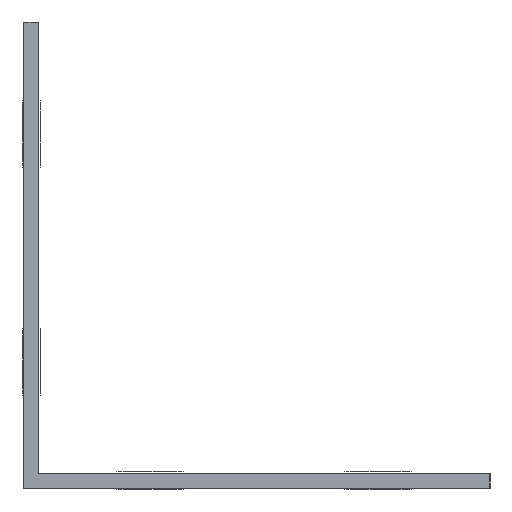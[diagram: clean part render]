
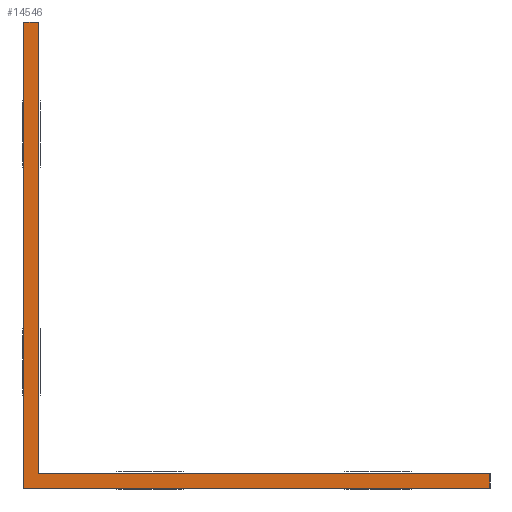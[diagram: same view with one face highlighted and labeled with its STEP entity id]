
A CAD part, left-side view. The second image highlights one B-rep face of the part: STEP entity #14546.
In plain terms, the highlighted planar face has unit normal (-1, 0, 0).
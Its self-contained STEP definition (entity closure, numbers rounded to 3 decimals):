
#3020=FACE_OUTER_BOUND('',#3628,.T.);
#3628=EDGE_LOOP('',(#11516,#11517,#11518,#11519,#11520,#11521));
#4233=LINE('',#21802,#5451);
#4241=LINE('',#21818,#5459);
#4245=LINE('',#21825,#5463);
#4246=LINE('',#21828,#5464);
#4247=LINE('',#21829,#5465);
#4248=LINE('',#21830,#5466);
#5451=VECTOR('',#16965,1.);
#5459=VECTOR('',#16977,1.);
#5463=VECTOR('',#16983,1.);
#5464=VECTOR('',#16986,1.);
#5465=VECTOR('',#16987,1.);
#5466=VECTOR('',#16988,1.);
#6668=VERTEX_POINT('',#21798);
#6670=VERTEX_POINT('',#21801);
#6676=VERTEX_POINT('',#21817);
#6677=VERTEX_POINT('',#21821);
#6678=VERTEX_POINT('',#21823);
#6679=VERTEX_POINT('',#21827);
#9081=EDGE_CURVE('',#6670,#6668,#4233,.T.);
#9089=EDGE_CURVE('',#6670,#6676,#4241,.T.);
#9093=EDGE_CURVE('',#6677,#6678,#4245,.T.);
#9094=EDGE_CURVE('',#6679,#6668,#4246,.T.);
#9095=EDGE_CURVE('',#6679,#6677,#4247,.T.);
#9096=EDGE_CURVE('',#6678,#6676,#4248,.T.);
#11516=ORIENTED_EDGE('',*,*,#9081,.T.);
#11517=ORIENTED_EDGE('',*,*,#9094,.F.);
#11518=ORIENTED_EDGE('',*,*,#9095,.T.);
#11519=ORIENTED_EDGE('',*,*,#9093,.T.);
#11520=ORIENTED_EDGE('',*,*,#9096,.T.);
#11521=ORIENTED_EDGE('',*,*,#9089,.F.);
#13938=PLANE('',#15156);
#14546=ADVANCED_FACE('',(#3020),#13938,.F.);
#15156=AXIS2_PLACEMENT_3D('',#21826,#16984,#16985);
#16965=DIRECTION('',(0.,0.,1.));
#16977=DIRECTION('',(0.,1.,0.));
#16983=DIRECTION('',(0.,1.,0.));
#16984=DIRECTION('center_axis',(1.,0.,0.));
#16985=DIRECTION('ref_axis',(0.,0.,-1.));
#16986=DIRECTION('',(0.,-1.,0.));
#16987=DIRECTION('',(0.,0.,1.));
#16988=DIRECTION('',(0.,0.,-1.));
#21798=CARTESIAN_POINT('',(44.082,62.557,1.361));
#21801=CARTESIAN_POINT('',(44.082,62.557,-0.139));
#21802=CARTESIAN_POINT('',(44.082,62.557,0.648));
#21817=CARTESIAN_POINT('',(44.082,111.557,-0.139));
#21818=CARTESIAN_POINT('',(44.082,62.407,-0.139));
#21821=CARTESIAN_POINT('',(44.082,110.057,48.861));
#21823=CARTESIAN_POINT('',(44.082,111.557,48.861));
#21825=CARTESIAN_POINT('',(44.082,104.982,48.861));
#21826=CARTESIAN_POINT('Origin',(44.082,99.157,0.686));
#21827=CARTESIAN_POINT('',(44.082,110.057,1.361));
#21828=CARTESIAN_POINT('',(44.082,111.407,1.361));
#21829=CARTESIAN_POINT('',(44.082,110.057,0.011));
#21830=CARTESIAN_POINT('',(44.082,111.557,0.011));
